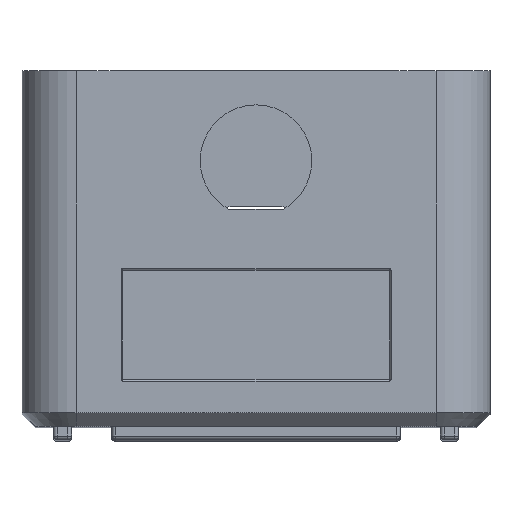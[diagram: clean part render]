
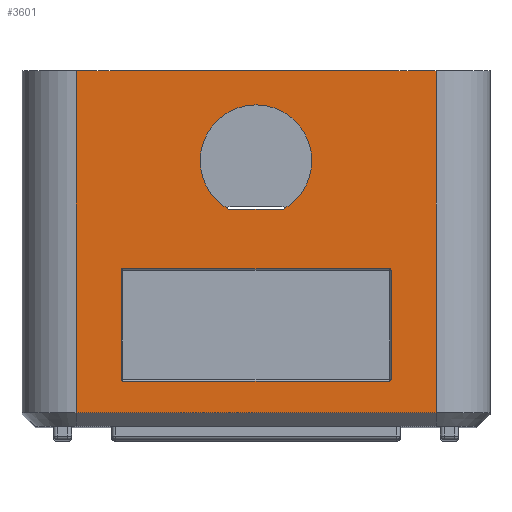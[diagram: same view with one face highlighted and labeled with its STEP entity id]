
A CAD part, top view. The second image highlights one B-rep face of the part: STEP entity #3601.
In plain terms, the highlighted planar face has unit normal (0, 0, 1).
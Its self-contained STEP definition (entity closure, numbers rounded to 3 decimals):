
#36 = CIRCLE ( 'NONE', #997, 6.2 ) ;
#92 = VERTEX_POINT ( 'NONE', #6206 ) ;
#142 = DIRECTION ( 'NONE',  ( 1., 0., 0. ) ) ;
#148 = DIRECTION ( 'NONE',  ( 0., 0., -1. ) ) ;
#247 = CARTESIAN_POINT ( 'NONE',  ( -15., 5.2, 58.5 ) ) ;
#293 = FACE_OUTER_BOUND ( 'NONE', #4230, .T. ) ;
#311 = CARTESIAN_POINT ( 'NONE',  ( -3.046, 24.1, 58.5 ) ) ;
#320 = VERTEX_POINT ( 'NONE', #247 ) ;
#367 = EDGE_CURVE ( 'NONE', #92, #1194, #911, .T. ) ;
#373 = CARTESIAN_POINT ( 'NONE',  ( -6.2, 29.5, 58.5 ) ) ;
#443 = ORIENTED_EDGE ( 'NONE', *, *, #6696, .T. ) ;
#458 = AXIS2_PLACEMENT_3D ( 'NONE', #1603, #3866, #2756 ) ;
#770 = DIRECTION ( 'NONE',  ( 0., -1., 0. ) ) ;
#860 = LINE ( 'NONE', #3660, #6959 ) ;
#907 = CIRCLE ( 'NONE', #1147, 0.2 ) ;
#911 = LINE ( 'NONE', #6093, #3940 ) ;
#928 = EDGE_LOOP ( 'NONE', ( #3163, #2640, #5909, #1735 ) ) ;
#942 = DIRECTION ( 'NONE',  ( 0., 0., -1. ) ) ;
#952 = DIRECTION ( 'NONE',  ( 1., 0., 0. ) ) ;
#971 = ORIENTED_EDGE ( 'NONE', *, *, #6655, .T. ) ;
#997 = AXIS2_PLACEMENT_3D ( 'NONE', #6309, #4664, #6955 ) ;
#1018 = AXIS2_PLACEMENT_3D ( 'NONE', #4458, #4348, #3718 ) ;
#1044 = EDGE_CURVE ( 'NONE', #92, #2152, #907, .T. ) ;
#1147 = AXIS2_PLACEMENT_3D ( 'NONE', #7180, #942, #2074 ) ;
#1194 = VERTEX_POINT ( 'NONE', #4169 ) ;
#1205 = VERTEX_POINT ( 'NONE', #5965 ) ;
#1230 = CARTESIAN_POINT ( 'NONE',  ( 15., 5., 58.5 ) ) ;
#1336 = VERTEX_POINT ( 'NONE', #373 ) ;
#1453 = CARTESIAN_POINT ( 'NONE',  ( 20., 1.5, 58.5 ) ) ;
#1478 = VERTEX_POINT ( 'NONE', #1672 ) ;
#1548 = EDGE_CURVE ( 'NONE', #1205, #4753, #2359, .T. ) ;
#1556 = CARTESIAN_POINT ( 'NONE',  ( 0., 29.5, 58.5 ) ) ;
#1603 = CARTESIAN_POINT ( 'NONE',  ( -14.8, 5.2, 58.5 ) ) ;
#1672 = CARTESIAN_POINT ( 'NONE',  ( -15., 17.3, 58.5 ) ) ;
#1700 = VECTOR ( 'NONE', #142, 1000. ) ;
#1735 = ORIENTED_EDGE ( 'NONE', *, *, #2614, .F. ) ;
#1933 = CARTESIAN_POINT ( 'NONE',  ( 15., 5., 58.5 ) ) ;
#1990 = CARTESIAN_POINT ( 'NONE',  ( 20., 39.5, 58.5 ) ) ;
#2074 = DIRECTION ( 'NONE',  ( -1., 0., 0. ) ) ;
#2123 = PLANE ( 'NONE',  #2635 ) ;
#2152 = VERTEX_POINT ( 'NONE', #4372 ) ;
#2154 = EDGE_CURVE ( 'NONE', #6917, #4005, #2642, .T. ) ;
#2191 = CARTESIAN_POINT ( 'NONE',  ( 20., 1.5, 58.5 ) ) ;
#2248 = ORIENTED_EDGE ( 'NONE', *, *, #3093, .F. ) ;
#2328 = CIRCLE ( 'NONE', #1018, 0.2 ) ;
#2359 = LINE ( 'NONE', #1230, #7315 ) ;
#2511 = CIRCLE ( 'NONE', #3443, 6.2 ) ;
#2536 = CARTESIAN_POINT ( 'NONE',  ( 20., 39.5, 58.5 ) ) ;
#2581 = DIRECTION ( 'NONE',  ( 0., 0., 1. ) ) ;
#2614 = EDGE_CURVE ( 'NONE', #6034, #1336, #36, .T. ) ;
#2635 = AXIS2_PLACEMENT_3D ( 'NONE', #2536, #5460, #6587 ) ;
#2640 = ORIENTED_EDGE ( 'NONE', *, *, #2828, .F. ) ;
#2642 = LINE ( 'NONE', #3779, #4414 ) ;
#2653 = DIRECTION ( 'NONE',  ( 1., 0., 0. ) ) ;
#2742 = VECTOR ( 'NONE', #4193, 1000. ) ;
#2747 = DIRECTION ( 'NONE',  ( -1., 0., 0. ) ) ;
#2756 = DIRECTION ( 'NONE',  ( -1., 0., 0. ) ) ;
#2775 = EDGE_CURVE ( 'NONE', #1478, #320, #860, .T. ) ;
#2828 = EDGE_CURVE ( 'NONE', #6554, #3369, #4887, .T. ) ;
#2925 = CARTESIAN_POINT ( 'NONE',  ( -14.8, 17.3, 58.5 ) ) ;
#2977 = CARTESIAN_POINT ( 'NONE',  ( -20., 39.5, 58.5 ) ) ;
#2985 = DIRECTION ( 'NONE',  ( 1., 0., 0. ) ) ;
#3013 = LINE ( 'NONE', #5278, #3743 ) ;
#3084 = ORIENTED_EDGE ( 'NONE', *, *, #3559, .F. ) ;
#3085 = CIRCLE ( 'NONE', #458, 0.2 ) ;
#3093 = EDGE_CURVE ( 'NONE', #6917, #7321, #3506, .T. ) ;
#3134 = CARTESIAN_POINT ( 'NONE',  ( -3.046, 24.1, 58.5 ) ) ;
#3163 = ORIENTED_EDGE ( 'NONE', *, *, #3669, .F. ) ;
#3188 = ORIENTED_EDGE ( 'NONE', *, *, #1548, .F. ) ;
#3314 = DIRECTION ( 'NONE',  ( 1., 0., 0. ) ) ;
#3360 = ORIENTED_EDGE ( 'NONE', *, *, #2154, .T. ) ;
#3369 = VERTEX_POINT ( 'NONE', #4528 ) ;
#3443 = AXIS2_PLACEMENT_3D ( 'NONE', #1556, #2581, #952 ) ;
#3506 = LINE ( 'NONE', #1990, #1700 ) ;
#3518 = DIRECTION ( 'NONE',  ( 1., 0., 0. ) ) ;
#3559 = EDGE_CURVE ( 'NONE', #4564, #2152, #7045, .T. ) ;
#3601 = ADVANCED_FACE ( 'NONE', ( #5430, #5948, #293 ), #2123, .F. ) ;
#3660 = CARTESIAN_POINT ( 'NONE',  ( -15., 5., 58.5 ) ) ;
#3669 = EDGE_CURVE ( 'NONE', #3369, #6034, #2511, .T. ) ;
#3703 = ORIENTED_EDGE ( 'NONE', *, *, #1044, .T. ) ;
#3705 = DIRECTION ( 'NONE',  ( 0., -1., 0. ) ) ;
#3718 = DIRECTION ( 'NONE',  ( -1., 0., 0. ) ) ;
#3743 = VECTOR ( 'NONE', #770, 1000. ) ;
#3779 = CARTESIAN_POINT ( 'NONE',  ( -20., 39.5, 58.5 ) ) ;
#3803 = CARTESIAN_POINT ( 'NONE',  ( -20., 1.5, 58.5 ) ) ;
#3835 = EDGE_CURVE ( 'NONE', #1336, #6554, #4031, .T. ) ;
#3866 = DIRECTION ( 'NONE',  ( 0., 0., -1. ) ) ;
#3940 = VECTOR ( 'NONE', #2747, 1000. ) ;
#3949 = AXIS2_PLACEMENT_3D ( 'NONE', #2925, #148, #6905 ) ;
#4005 = VERTEX_POINT ( 'NONE', #3803 ) ;
#4031 = CIRCLE ( 'NONE', #4761, 6.2 ) ;
#4054 = CARTESIAN_POINT ( 'NONE',  ( 0., 29.5, 58.5 ) ) ;
#4146 = CARTESIAN_POINT ( 'NONE',  ( 20., 39.5, 58.5 ) ) ;
#4169 = CARTESIAN_POINT ( 'NONE',  ( -14.8, 17.5, 58.5 ) ) ;
#4193 = DIRECTION ( 'NONE',  ( 0., 1., 0. ) ) ;
#4230 = EDGE_LOOP ( 'NONE', ( #3360, #971, #6755, #2248 ) ) ;
#4241 = ORIENTED_EDGE ( 'NONE', *, *, #2775, .F. ) ;
#4348 = DIRECTION ( 'NONE',  ( 0., 0., -1. ) ) ;
#4372 = CARTESIAN_POINT ( 'NONE',  ( 15., 17.3, 58.5 ) ) ;
#4382 = LINE ( 'NONE', #1453, #4935 ) ;
#4391 = EDGE_LOOP ( 'NONE', ( #3188, #5461, #4241, #5573, #4495, #3703, #3084, #443 ) ) ;
#4414 = VECTOR ( 'NONE', #3705, 1000. ) ;
#4458 = CARTESIAN_POINT ( 'NONE',  ( 14.8, 5.2, 58.5 ) ) ;
#4461 = CARTESIAN_POINT ( 'NONE',  ( 15., 5.2, 58.5 ) ) ;
#4495 = ORIENTED_EDGE ( 'NONE', *, *, #367, .F. ) ;
#4528 = CARTESIAN_POINT ( 'NONE',  ( 3.046, 24.1, 58.5 ) ) ;
#4540 = EDGE_CURVE ( 'NONE', #1205, #320, #3085, .T. ) ;
#4564 = VERTEX_POINT ( 'NONE', #4461 ) ;
#4664 = DIRECTION ( 'NONE',  ( 0., 0., 1. ) ) ;
#4753 = VERTEX_POINT ( 'NONE', #7103 ) ;
#4761 = AXIS2_PLACEMENT_3D ( 'NONE', #4054, #6346, #3518 ) ;
#4887 = LINE ( 'NONE', #311, #5984 ) ;
#4914 = CIRCLE ( 'NONE', #3949, 0.2 ) ;
#4935 = VECTOR ( 'NONE', #2653, 1000. ) ;
#5278 = CARTESIAN_POINT ( 'NONE',  ( 20., 39.5, 58.5 ) ) ;
#5430 = FACE_BOUND ( 'NONE', #4391, .T. ) ;
#5460 = DIRECTION ( 'NONE',  ( 0., 0., -1. ) ) ;
#5461 = ORIENTED_EDGE ( 'NONE', *, *, #4540, .T. ) ;
#5573 = ORIENTED_EDGE ( 'NONE', *, *, #5971, .T. ) ;
#5909 = ORIENTED_EDGE ( 'NONE', *, *, #3835, .F. ) ;
#5948 = FACE_BOUND ( 'NONE', #928, .T. ) ;
#5965 = CARTESIAN_POINT ( 'NONE',  ( -14.8, 5., 58.5 ) ) ;
#5971 = EDGE_CURVE ( 'NONE', #1478, #1194, #4914, .T. ) ;
#5984 = VECTOR ( 'NONE', #3314, 1000. ) ;
#6034 = VERTEX_POINT ( 'NONE', #6420 ) ;
#6093 = CARTESIAN_POINT ( 'NONE',  ( 15., 17.5, 58.5 ) ) ;
#6206 = CARTESIAN_POINT ( 'NONE',  ( 14.8, 17.5, 58.5 ) ) ;
#6309 = CARTESIAN_POINT ( 'NONE',  ( 0., 29.5, 58.5 ) ) ;
#6346 = DIRECTION ( 'NONE',  ( 0., 0., 1. ) ) ;
#6420 = CARTESIAN_POINT ( 'NONE',  ( 6.2, 29.5, 58.5 ) ) ;
#6554 = VERTEX_POINT ( 'NONE', #3134 ) ;
#6587 = DIRECTION ( 'NONE',  ( -1., 0., 0. ) ) ;
#6655 = EDGE_CURVE ( 'NONE', #4005, #7159, #4382, .T. ) ;
#6696 = EDGE_CURVE ( 'NONE', #4564, #4753, #2328, .T. ) ;
#6755 = ORIENTED_EDGE ( 'NONE', *, *, #6929, .F. ) ;
#6905 = DIRECTION ( 'NONE',  ( -1., 0., 0. ) ) ;
#6917 = VERTEX_POINT ( 'NONE', #2977 ) ;
#6929 = EDGE_CURVE ( 'NONE', #7321, #7159, #3013, .T. ) ;
#6955 = DIRECTION ( 'NONE',  ( 1., 0., 0. ) ) ;
#6959 = VECTOR ( 'NONE', #7025, 1000. ) ;
#7025 = DIRECTION ( 'NONE',  ( 0., -1., 0. ) ) ;
#7045 = LINE ( 'NONE', #1933, #2742 ) ;
#7103 = CARTESIAN_POINT ( 'NONE',  ( 14.8, 5., 58.5 ) ) ;
#7159 = VERTEX_POINT ( 'NONE', #2191 ) ;
#7180 = CARTESIAN_POINT ( 'NONE',  ( 14.8, 17.3, 58.5 ) ) ;
#7315 = VECTOR ( 'NONE', #2985, 1000. ) ;
#7321 = VERTEX_POINT ( 'NONE', #4146 ) ;
